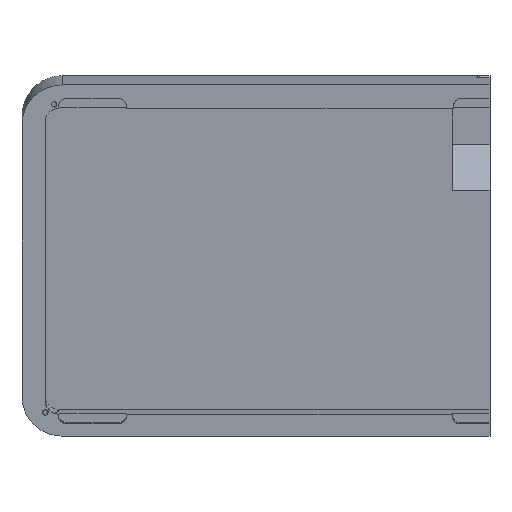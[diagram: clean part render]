
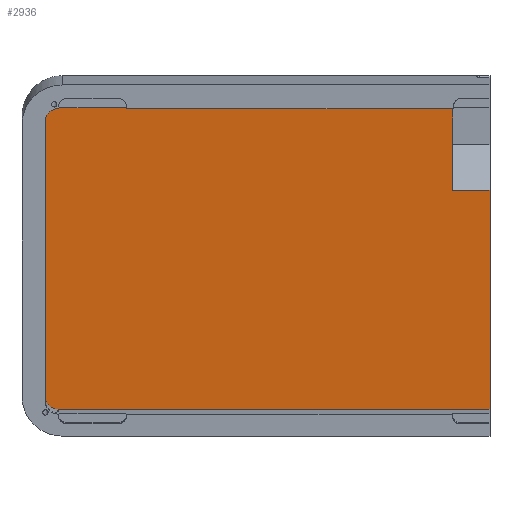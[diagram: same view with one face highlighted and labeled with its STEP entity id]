
A CAD part, top view. The second image highlights one B-rep face of the part: STEP entity #2936.
In plain terms, the highlighted planar face has unit normal (0, -0.122, 0.993).
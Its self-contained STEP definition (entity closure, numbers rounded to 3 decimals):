
#53=CIRCLE('',#3100,5.);
#56=CIRCLE('',#3104,5.);
#130=FACE_OUTER_BOUND('',#281,.T.);
#281=EDGE_LOOP('',(#2163,#2164,#2165,#2166,#2167,#2168,#2169,#2170,#2171,
#2172,#2173));
#560=LINE('',#4278,#955);
#570=LINE('',#4297,#965);
#573=LINE('',#4313,#968);
#574=LINE('',#4315,#969);
#575=LINE('',#4317,#970);
#576=LINE('',#4318,#971);
#577=LINE('',#4319,#972);
#578=LINE('',#4321,#973);
#579=LINE('',#4322,#974);
#955=VECTOR('',#3480,10.);
#965=VECTOR('',#3496,10.);
#968=VECTOR('',#3513,10.);
#969=VECTOR('',#3514,10.);
#970=VECTOR('',#3515,10.);
#971=VECTOR('',#3516,10.);
#972=VECTOR('',#3517,10.);
#973=VECTOR('',#3518,10.);
#974=VECTOR('',#3519,10.);
#1305=VERTEX_POINT('',#4275);
#1306=VERTEX_POINT('',#4277);
#1310=VERTEX_POINT('',#4291);
#1312=VERTEX_POINT('',#4295);
#1313=VERTEX_POINT('',#4299);
#1316=VERTEX_POINT('',#4307);
#1317=VERTEX_POINT('',#4311);
#1318=VERTEX_POINT('',#4312);
#1319=VERTEX_POINT('',#4314);
#1320=VERTEX_POINT('',#4316);
#1321=VERTEX_POINT('',#4320);
#1634=EDGE_CURVE('',#1305,#1306,#560,.T.);
#1644=EDGE_CURVE('',#1312,#1310,#570,.T.);
#1645=EDGE_CURVE('',#1312,#1313,#53,.T.);
#1649=EDGE_CURVE('',#1316,#1310,#56,.T.);
#1651=EDGE_CURVE('',#1317,#1318,#573,.T.);
#1652=EDGE_CURVE('',#1317,#1319,#574,.F.);
#1653=EDGE_CURVE('',#1319,#1320,#575,.F.);
#1654=EDGE_CURVE('',#1306,#1320,#576,.T.);
#1655=EDGE_CURVE('',#1316,#1305,#577,.T.);
#1656=EDGE_CURVE('',#1321,#1313,#578,.T.);
#1657=EDGE_CURVE('',#1318,#1321,#579,.T.);
#2163=ORIENTED_EDGE('',*,*,#1651,.F.);
#2164=ORIENTED_EDGE('',*,*,#1652,.T.);
#2165=ORIENTED_EDGE('',*,*,#1653,.T.);
#2166=ORIENTED_EDGE('',*,*,#1654,.F.);
#2167=ORIENTED_EDGE('',*,*,#1634,.F.);
#2168=ORIENTED_EDGE('',*,*,#1655,.F.);
#2169=ORIENTED_EDGE('',*,*,#1649,.T.);
#2170=ORIENTED_EDGE('',*,*,#1644,.F.);
#2171=ORIENTED_EDGE('',*,*,#1645,.T.);
#2172=ORIENTED_EDGE('',*,*,#1656,.F.);
#2173=ORIENTED_EDGE('',*,*,#1657,.F.);
#2803=PLANE('',#3105);
#2936=ADVANCED_FACE('',(#130),#2803,.F.);
#3100=AXIS2_PLACEMENT_3D('',#4300,#3499,#3500);
#3104=AXIS2_PLACEMENT_3D('',#4308,#3508,#3509);
#3105=AXIS2_PLACEMENT_3D('',#4310,#3511,#3512);
#3480=DIRECTION('',(0.,-0.993,-0.122));
#3496=DIRECTION('',(0.,0.993,0.122));
#3499=DIRECTION('center_axis',(0.,-0.122,
0.993));
#3500=DIRECTION('ref_axis',(-0.722,-0.686,-0.084));
#3508=DIRECTION('center_axis',(0.,-0.122,
0.993));
#3509=DIRECTION('ref_axis',(-0.722,0.686,0.084));
#3511=DIRECTION('center_axis',(0.,0.122,
-0.993));
#3512=DIRECTION('ref_axis',(-1.,0.,0.));
#3513=DIRECTION('',(0.,-0.993,-0.122));
#3514=DIRECTION('',(1.,0.,0.));
#3515=DIRECTION('',(0.,-0.993,-0.122));
#3516=DIRECTION('',(1.,0.,0.));
#3517=DIRECTION('',(0.999,0.043,0.005));
#3518=DIRECTION('',(-0.999,0.043,0.005));
#3519=DIRECTION('',(-1.,0.,0.));
#4275=CARTESIAN_POINT('',(-161.026,50.643,71.545));
#4277=CARTESIAN_POINT('',(-161.026,50.619,71.542));
#4278=CARTESIAN_POINT('',(-161.026,50.345,71.509));
#4291=CARTESIAN_POINT('',(-166.133,45.671,70.935));
#4295=CARTESIAN_POINT('',(-166.133,-58.493,58.145));
#4297=CARTESIAN_POINT('',(-166.133,45.383,70.899));
#4299=CARTESIAN_POINT('',(-161.352,-63.451,57.536));
#4300=CARTESIAN_POINT('Origin',(-161.133,-58.493,58.145));
#4307=CARTESIAN_POINT('',(-161.351,50.629,71.543));
#4308=CARTESIAN_POINT('Origin',(-161.133,45.671,70.935));
#4310=CARTESIAN_POINT('Origin',(0.899,-6.56,64.521));
#4311=CARTESIAN_POINT('',(0.,18.368,67.582));
#4312=CARTESIAN_POINT('',(0.,-63.465,57.534));
#4313=CARTESIAN_POINT('',(0.,-6.02,64.588));
#4314=CARTESIAN_POINT('',(-13.829,18.368,67.582));
#4315=CARTESIAN_POINT('',(8.535,18.368,67.582));
#4316=CARTESIAN_POINT('',(-13.829,50.619,71.542));
#4317=CARTESIAN_POINT('',(-13.829,16.074,67.301));
#4318=CARTESIAN_POINT('',(162.824,50.619,71.542));
#4319=CARTESIAN_POINT('',(-81.698,54.081,71.967));
#4320=CARTESIAN_POINT('',(-161.026,-63.465,57.534));
#4321=CARTESIAN_POINT('',(-161.462,-63.446,57.537));
#4322=CARTESIAN_POINT('',(-161.026,-63.465,57.534));
